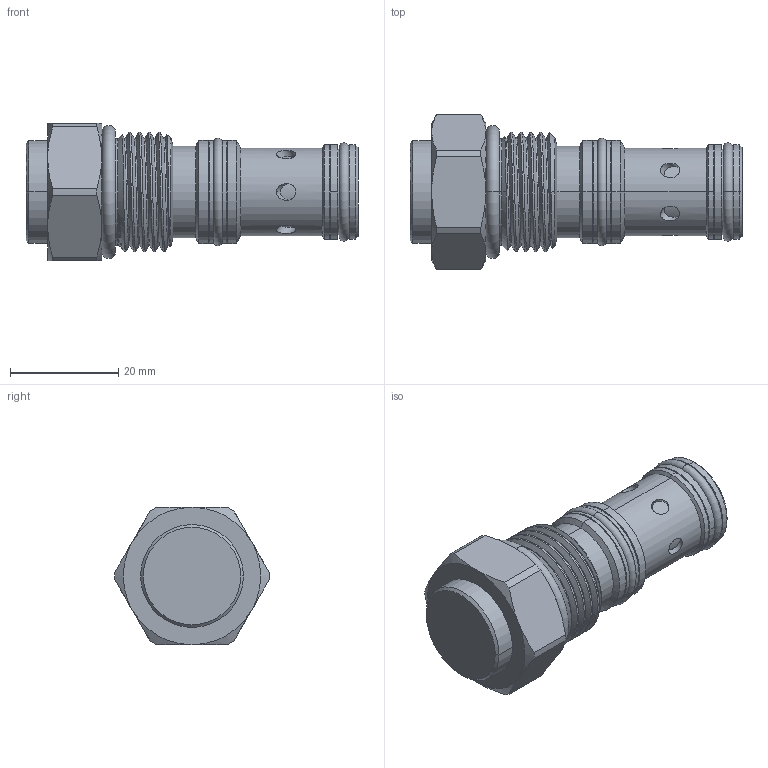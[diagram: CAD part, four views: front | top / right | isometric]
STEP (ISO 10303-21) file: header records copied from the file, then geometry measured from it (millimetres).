
FILE_DESCRIPTION (( 'STEP AP203' ), '1' );
FILE_NAME ('CO10WC33(3C)20-N.STEP', '2025-04-18T05:49:12', ( '' ), ( '' ), 'SwSTEP 2.0', 'SolidWorks 2018', '' );
FILE_SCHEMA (( 'CONFIG_CONTROL_DESIGN' ));
Length unit declared in the file: millimetre
Products named in the file (1): CO10WC33(3C)20-N
Bounding box: 61.35 x 28.58 x 25.4 mm (x, y, z)
Volume: 19178 mm3; surface area: 6196.7 mm2
Topology: 1 solids, 3 shells, 144 faces, 312 edges, 193 vertices
Faces by surface type: cylinder 74, cone 32, plane 25, torus 10, bspline 3
Entity records: 6375 total; most frequent: CARTESIAN_POINT 3241, DIRECTION 644, ORIENTED_EDGE 624, EDGE_CURVE 312, AXIS2_PLACEMENT_3D 276, VERTEX_POINT 193, EDGE_LOOP 167, FACE_OUTER_BOUND 144
